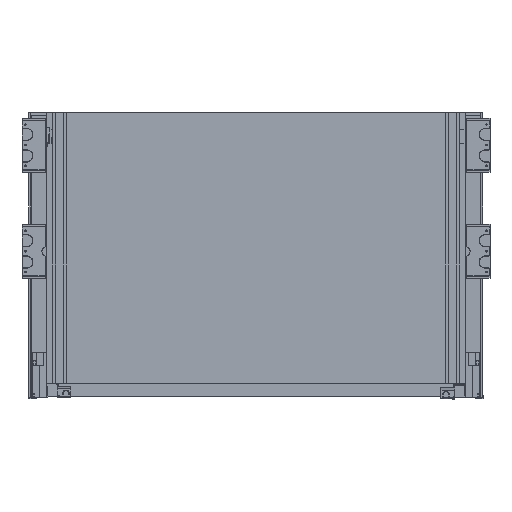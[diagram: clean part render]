
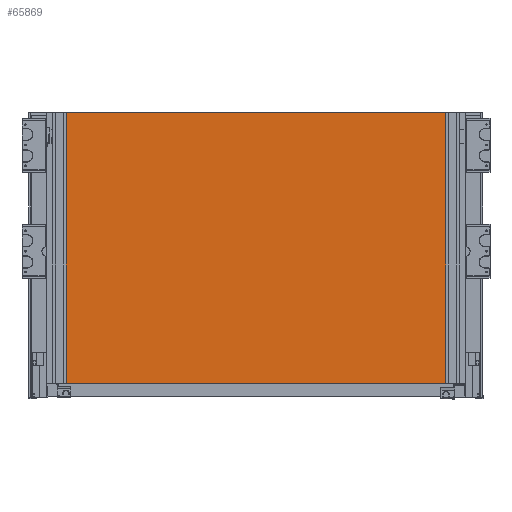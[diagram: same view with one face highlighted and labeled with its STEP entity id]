
A CAD part, front view. The second image highlights one B-rep face of the part: STEP entity #65869.
In plain terms, the highlighted planar face has unit normal (0, -1, 0).
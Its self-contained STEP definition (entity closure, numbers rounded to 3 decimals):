
#3982=FACE_OUTER_BOUND('',#7433,.T.);
#7433=EDGE_LOOP('',(#40960,#40961,#40962,#40963));
#11126=LINE('',#90776,#18131);
#11130=LINE('',#90784,#18135);
#11133=LINE('',#90790,#18138);
#11136=LINE('',#90795,#18141);
#18131=VECTOR('',#74222,1000.);
#18135=VECTOR('',#74228,1000.);
#18138=VECTOR('',#74233,1000.);
#18141=VECTOR('',#74238,1000.);
#25136=VERTEX_POINT('',#90774);
#25137=VERTEX_POINT('',#90775);
#25140=VERTEX_POINT('',#90783);
#25142=VERTEX_POINT('',#90789);
#31394=EDGE_CURVE('',#25136,#25137,#11126,.T.);
#31398=EDGE_CURVE('',#25137,#25140,#11130,.T.);
#31401=EDGE_CURVE('',#25140,#25142,#11133,.T.);
#31404=EDGE_CURVE('',#25142,#25136,#11136,.T.);
#40960=ORIENTED_EDGE('',*,*,#31394,.F.);
#40961=ORIENTED_EDGE('',*,*,#31404,.F.);
#40962=ORIENTED_EDGE('',*,*,#31401,.F.);
#40963=ORIENTED_EDGE('',*,*,#31398,.F.);
#60037=PLANE('',#69448);
#65869=ADVANCED_FACE('',(#3982),#60037,.T.);
#69448=AXIS2_PLACEMENT_3D('',#90798,#74242,#74243);
#74222=DIRECTION('',(0.,0.,-1.));
#74228=DIRECTION('',(-1.,0.,0.));
#74233=DIRECTION('',(0.,0.,1.));
#74238=DIRECTION('',(1.,0.,0.));
#74242=DIRECTION('center_axis',(0.,-1.,0.));
#74243=DIRECTION('ref_axis',(0.,0.,-1.));
#90774=CARTESIAN_POINT('',(1240.977,1298.439,147.6));
#90775=CARTESIAN_POINT('',(1240.977,1298.439,-178.4));
#90776=CARTESIAN_POINT('',(1240.977,1298.439,147.6));
#90783=CARTESIAN_POINT('',(751.977,1298.439,-178.4));
#90784=CARTESIAN_POINT('',(751.977,1298.439,-178.4));
#90789=CARTESIAN_POINT('',(751.977,1298.439,147.6));
#90790=CARTESIAN_POINT('',(751.977,1298.439,147.6));
#90795=CARTESIAN_POINT('',(751.977,1298.439,147.6));
#90798=CARTESIAN_POINT('Origin',(996.477,1298.439,-15.4));
